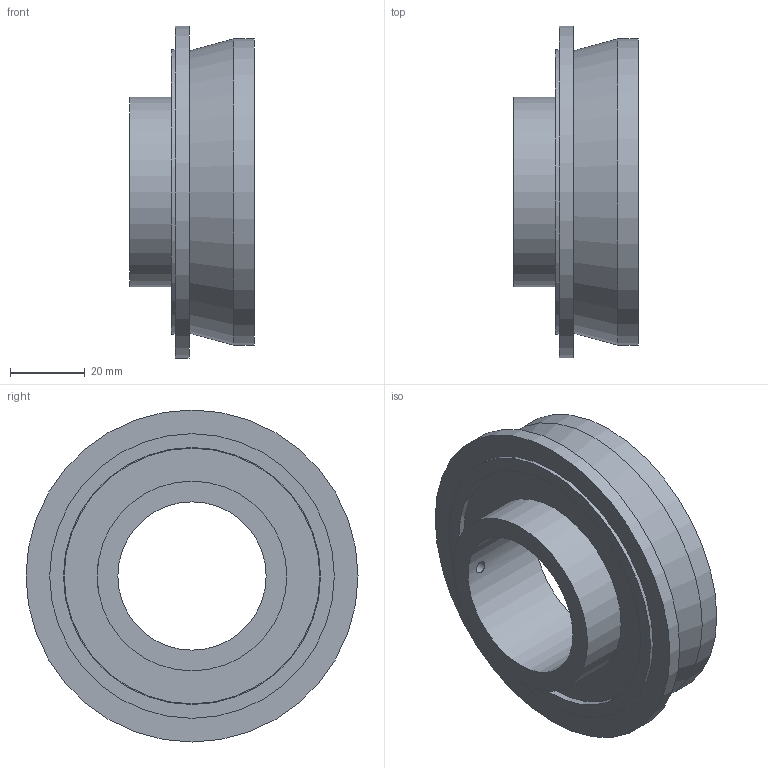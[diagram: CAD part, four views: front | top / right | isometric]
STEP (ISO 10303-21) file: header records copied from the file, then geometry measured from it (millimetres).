
FILE_DESCRIPTION((''),'2;1');
FILE_NAME('9620_0.stp','2009-12-23T09:29:54',('EVANS'),(''),'Autodesk Inventor 2010','Autodesk Inventor 2010','');
FILE_SCHEMA(('AUTOMOTIVE_DESIGN { 1 0 10303 214 1 1 1 1 }'));
Length unit declared in the file: inch
Products named in the file (6): Assembly3; 9620; 9578; 6181; 9579; 7004
Assembly tree (5 placements, depth 4):
  Assembly3
    9620
      9578
      6181
        9579
        7004
Bounding box: 33.35 x 88.9 x 88.9 mm (x, y, z)
Volume: 78218.1 mm3; surface area: 30090.9 mm2
Topology: 3 solids, 3 shells, 34 faces, 66 edges, 42 vertices
Faces by surface type: plane 17, cylinder 11, cone 4, bspline 1, sphere 1
Full cylindrical faces by diameter (mm): 4.166 x1, 39.726 x1, 50.8 x1, 62.484 x1, 63.5 x2, 68.453 x1, 68.834 x1, 76.2 x1, 81.991 x1, 88.9 x1
Entity records: 1029 total; most frequent: CARTESIAN_POINT 216, DIRECTION 156, ORIENTED_EDGE 92, AXIS2_PLACEMENT_3D 69, EDGE_LOOP 62, EDGE_CURVE 46, VERTEX_POINT 40, FACE_OUTER_BOUND 34
